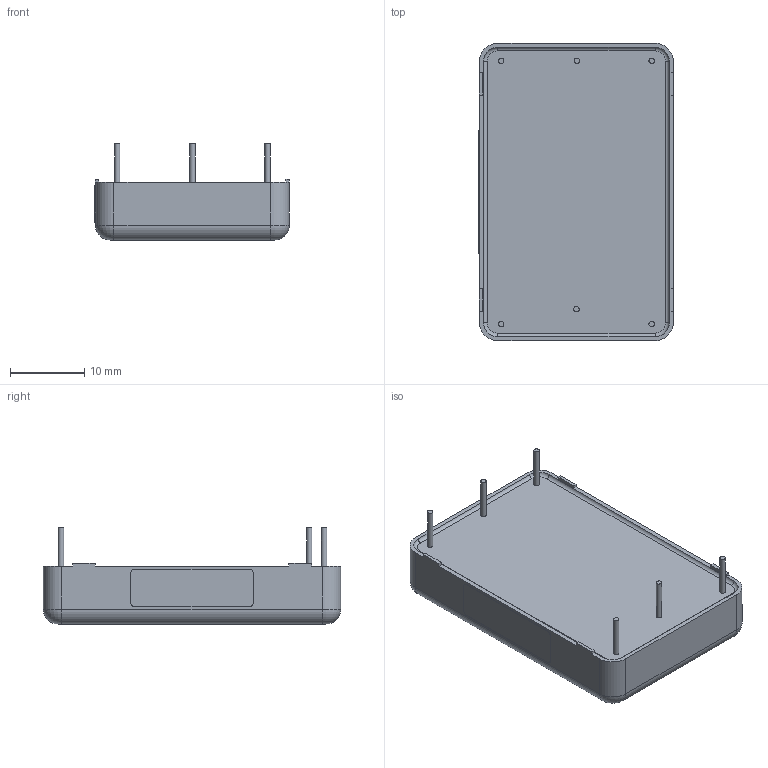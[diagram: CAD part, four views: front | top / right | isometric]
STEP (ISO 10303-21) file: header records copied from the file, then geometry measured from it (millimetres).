
FILE_DESCRIPTION(/* description */ ('Alibre Inc.'),/* implementation_level */ '2;1');
FILE_NAME(/* name */ 'export0',/* time_stamp */ '2016-08-16T09:32:33+02:00',/* author */ (''),/* organization */ (''),/* preprocessor_version */ 'ST-DEVELOPER v14',/* originating_system */ 'Alibre',/* authorisation */ '');
FILE_SCHEMA (('ALIBRE_SCHEMA','CONFIG_CONTROL_DESIGN'));
Length unit declared in the file: centimetre
Products named in the file (1): ID_1
Bounding box: 26.3 x 40.2 x 13.01 mm (x, y, z)
Volume: 1139.3 mm3; surface area: 5923.8 mm2
Topology: 1 solids, 2 shells, 395 faces, 1046 edges, 696 vertices
Faces by surface type: plane 283, bspline 55, cylinder 45, torus 12
Full cylindrical faces by diameter (mm): 0.69 x1, 0.699 x1, 0.73 x12, 1.35 x6, 1.5 x1
Entity records: 24276 total; most frequent: CARTESIAN_POINT 5174, ORIENTED_EDGE 4052, DIRECTION 2747, EDGE_CURVE 2026, VECTOR 1589, LINE 1586, VERTEX_POINT 1368, EDGE_LOOP 914
